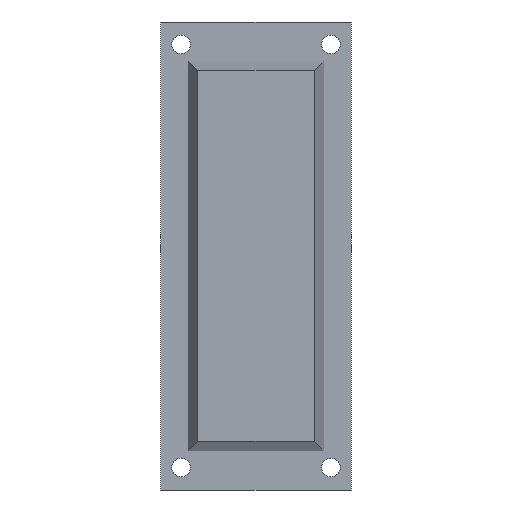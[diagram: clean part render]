
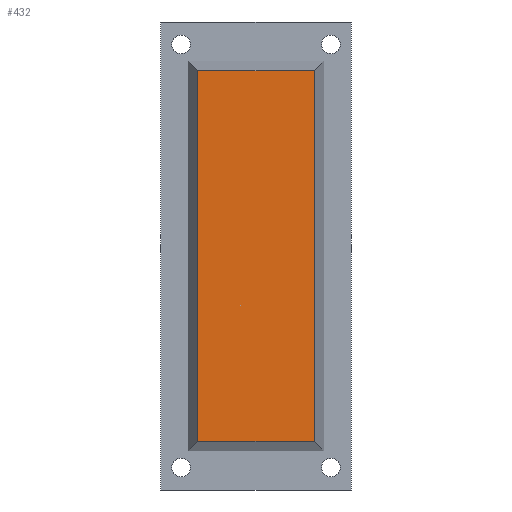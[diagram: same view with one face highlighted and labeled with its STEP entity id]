
A CAD part, left-side view. The second image highlights one B-rep face of the part: STEP entity #432.
In plain terms, the highlighted planar face has unit normal (-1, 0, 0).
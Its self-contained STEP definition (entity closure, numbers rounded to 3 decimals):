
#32=ORIENTED_EDGE('',*,*,#144,.F.);
#33=ORIENTED_EDGE('',*,*,#145,.F.);
#34=ORIENTED_EDGE('',*,*,#146,.T.);
#35=ORIENTED_EDGE('',*,*,#147,.T.);
#144=EDGE_CURVE('',#200,#201,#240,.T.);
#145=EDGE_CURVE('',#202,#200,#241,.T.);
#146=EDGE_CURVE('',#202,#203,#242,.T.);
#147=EDGE_CURVE('',#203,#201,#243,.T.);
#200=VERTEX_POINT('',#618);
#201=VERTEX_POINT('',#619);
#202=VERTEX_POINT('',#621);
#203=VERTEX_POINT('',#623);
#240=LINE('',#617,#288);
#241=LINE('',#620,#289);
#242=LINE('',#622,#290);
#243=LINE('',#624,#291);
#288=VECTOR('',#505,1000.);
#289=VECTOR('',#506,1000.);
#290=VECTOR('',#507,1000.);
#291=VECTOR('',#508,1000.);
#336=EDGE_LOOP('',(#32,#33,#34,#35));
#374=FACE_BOUND('',#336,.T.);
#412=PLANE('',#469);
#432=ADVANCED_FACE('',(#374),#412,.F.);
#469=AXIS2_PLACEMENT_3D('',#616,#503,#504);
#503=DIRECTION('',(1.,0.,0.));
#504=DIRECTION('',(0.,0.,-1.));
#505=DIRECTION('',(0.,0.,-1.));
#506=DIRECTION('',(0.,-1.,0.));
#507=DIRECTION('',(0.,0.,-1.));
#508=DIRECTION('',(0.,-1.,0.));
#616=CARTESIAN_POINT('',(-8.,15.5,62.5));
#617=CARTESIAN_POINT('',(-8.,-15.5,62.5));
#618=CARTESIAN_POINT('',(-8.,-15.5,49.5));
#619=CARTESIAN_POINT('',(-8.,-15.5,-49.5));
#620=CARTESIAN_POINT('',(-8.,47.5,49.5));
#621=CARTESIAN_POINT('',(-8.,15.5,49.5));
#622=CARTESIAN_POINT('',(-8.,15.5,62.5));
#623=CARTESIAN_POINT('',(-8.,15.5,-49.5));
#624=CARTESIAN_POINT('',(-8.,47.5,-49.5));
